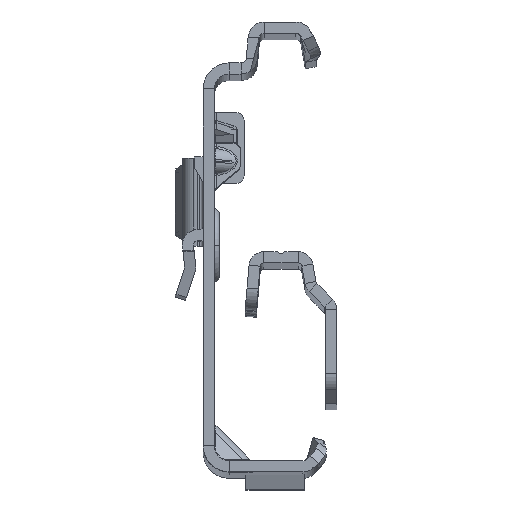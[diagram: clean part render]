
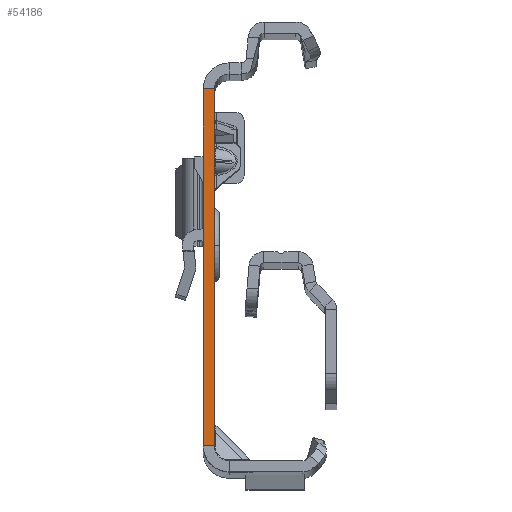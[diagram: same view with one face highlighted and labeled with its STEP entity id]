
A CAD part, top view. The second image highlights one B-rep face of the part: STEP entity #54186.
In plain terms, the highlighted planar face has unit normal (0, 0, 1).
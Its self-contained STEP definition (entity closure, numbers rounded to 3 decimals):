
#1696 = ORIENTED_EDGE ( 'NONE', *, *, #39760, .T. ) ;
#2235 = DIRECTION ( 'NONE',  ( -1., 0., 0. ) ) ;
#2282 = ORIENTED_EDGE ( 'NONE', *, *, #20743, .F. ) ;
#2354 = DIRECTION ( 'NONE',  ( 0., -1., 0. ) ) ;
#4759 = ORIENTED_EDGE ( 'NONE', *, *, #35008, .T. ) ;
#5214 = CARTESIAN_POINT ( 'NONE',  ( 0., -25.865, 0. ) ) ;
#10094 = VERTEX_POINT ( 'NONE', #15652 ) ;
#12651 = DIRECTION ( 'NONE',  ( 0., 0., 1. ) ) ;
#15247 = ORIENTED_EDGE ( 'NONE', *, *, #33896, .F. ) ;
#15491 = LINE ( 'NONE', #44819, #52254 ) ;
#15652 = CARTESIAN_POINT ( 'NONE',  ( -1.5, -25.865, 0. ) ) ;
#16851 = PLANE ( 'NONE',  #54851 ) ;
#19339 = EDGE_LOOP ( 'NONE', ( #2282, #1696, #4759, #15247 ) ) ;
#19459 = VECTOR ( 'NONE', #33920, 1000. ) ;
#20743 = EDGE_CURVE ( 'NONE', #49368, #34729, #15491, .T. ) ;
#21993 = DIRECTION ( 'NONE',  ( -1., 0., 0. ) ) ;
#22278 = CARTESIAN_POINT ( 'NONE',  ( 0., -25.865, 0. ) ) ;
#25049 = CARTESIAN_POINT ( 'NONE',  ( 0., 22.135, 0. ) ) ;
#28636 = LINE ( 'NONE', #42604, #19459 ) ;
#30185 = VERTEX_POINT ( 'NONE', #50683 ) ;
#33896 = EDGE_CURVE ( 'NONE', #34729, #10094, #52427, .T. ) ;
#33920 = DIRECTION ( 'NONE',  ( 0., -1., 0. ) ) ;
#34729 = VERTEX_POINT ( 'NONE', #22278 ) ;
#35008 = EDGE_CURVE ( 'NONE', #30185, #10094, #28636, .T. ) ;
#36016 = LINE ( 'NONE', #36839, #41779 ) ;
#36839 = CARTESIAN_POINT ( 'NONE',  ( 0., 22.135, 0. ) ) ;
#38050 = VECTOR ( 'NONE', #21993, 1000. ) ;
#39760 = EDGE_CURVE ( 'NONE', #49368, #30185, #36016, .T. ) ;
#41779 = VECTOR ( 'NONE', #2235, 1000. ) ;
#42604 = CARTESIAN_POINT ( 'NONE',  ( -1.5, -27.865, 0. ) ) ;
#44819 = CARTESIAN_POINT ( 'NONE',  ( 0., -27.865, 0. ) ) ;
#49368 = VERTEX_POINT ( 'NONE', #25049 ) ;
#50683 = CARTESIAN_POINT ( 'NONE',  ( -1.5, 22.135, 0. ) ) ;
#50903 = CARTESIAN_POINT ( 'NONE',  ( -1.5, -27.865, 0. ) ) ;
#51189 = DIRECTION ( 'NONE',  ( 1., 0., 0. ) ) ;
#52254 = VECTOR ( 'NONE', #2354, 1000. ) ;
#52427 = LINE ( 'NONE', #5214, #38050 ) ;
#54186 = ADVANCED_FACE ( 'NONE', ( #54827 ), #16851, .T. ) ;
#54827 = FACE_OUTER_BOUND ( 'NONE', #19339, .T. ) ;
#54851 = AXIS2_PLACEMENT_3D ( 'NONE', #50903, #12651, #51189 ) ;
